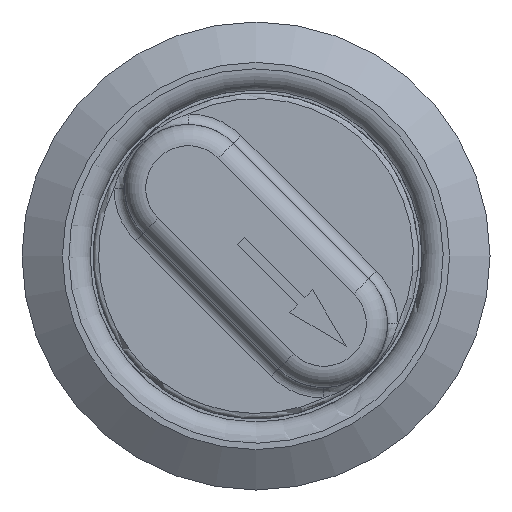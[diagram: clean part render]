
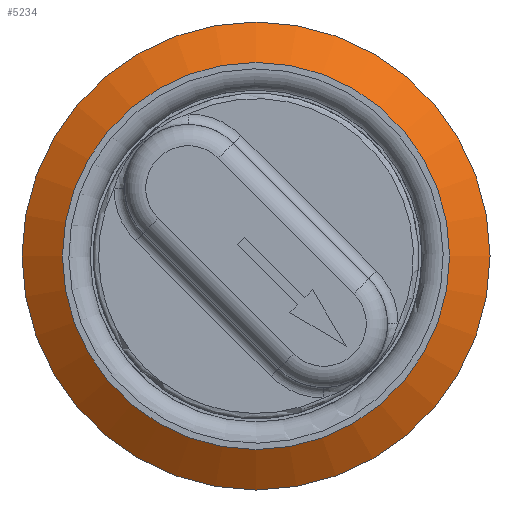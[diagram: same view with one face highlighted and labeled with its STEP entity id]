
A CAD part, left-side view. The second image highlights one B-rep face of the part: STEP entity #5234.
In plain terms, the highlighted conical face has half-angle 55.62 degrees and reference radius 10.05 mm.
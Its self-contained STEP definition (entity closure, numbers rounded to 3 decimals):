
#27=CONICAL_SURFACE('',#5592,10.05,0.971);
#187=CIRCLE('',#5567,9.1);
#188=CIRCLE('',#5568,9.1);
#201=CIRCLE('',#5593,11.);
#202=CIRCLE('',#5594,11.);
#437=FACE_OUTER_BOUND('',#729,.T.);
#729=EDGE_LOOP('',(#3589,#3590,#3591,#3592,#3593,#3594));
#1039=LINE('',#7672,#1583);
#1583=VECTOR('',#6153,10.05);
#2142=VERTEX_POINT('',#7621);
#2143=VERTEX_POINT('',#7622);
#2155=VERTEX_POINT('',#7671);
#2156=VERTEX_POINT('',#7673);
#2688=EDGE_CURVE('',#2142,#2143,#187,.T.);
#2689=EDGE_CURVE('',#2143,#2142,#188,.T.);
#2711=EDGE_CURVE('',#2143,#2155,#1039,.T.);
#2712=EDGE_CURVE('',#2156,#2155,#201,.T.);
#2713=EDGE_CURVE('',#2155,#2156,#202,.T.);
#3589=ORIENTED_EDGE('',*,*,#2688,.F.);
#3590=ORIENTED_EDGE('',*,*,#2689,.F.);
#3591=ORIENTED_EDGE('',*,*,#2711,.T.);
#3592=ORIENTED_EDGE('',*,*,#2712,.F.);
#3593=ORIENTED_EDGE('',*,*,#2713,.F.);
#3594=ORIENTED_EDGE('',*,*,#2711,.F.);
#5234=ADVANCED_FACE('',(#437),#27,.T.);
#5567=AXIS2_PLACEMENT_3D('',#7623,#6093,#6094);
#5568=AXIS2_PLACEMENT_3D('',#7624,#6095,#6096);
#5592=AXIS2_PLACEMENT_3D('',#7670,#6151,#6152);
#5593=AXIS2_PLACEMENT_3D('',#7674,#6154,#6155);
#5594=AXIS2_PLACEMENT_3D('',#7675,#6156,#6157);
#6093=DIRECTION('center_axis',(-1.,0.,0.));
#6094=DIRECTION('ref_axis',(0.,0.,1.));
#6095=DIRECTION('center_axis',(-1.,0.,0.));
#6096=DIRECTION('ref_axis',(0.,0.,1.));
#6151=DIRECTION('center_axis',(1.,0.,0.));
#6152=DIRECTION('ref_axis',(0.,0.,1.));
#6153=DIRECTION('',(0.565,0.,-0.825));
#6154=DIRECTION('center_axis',(1.,0.,0.));
#6155=DIRECTION('ref_axis',(0.,-1.,0.));
#6156=DIRECTION('center_axis',(1.,0.,0.));
#6157=DIRECTION('ref_axis',(0.,-1.,0.));
#7621=CARTESIAN_POINT('',(-2.,0.,9.1));
#7622=CARTESIAN_POINT('',(-2.,0.,-9.1));
#7623=CARTESIAN_POINT('Origin',(-2.,0.,0.));
#7624=CARTESIAN_POINT('Origin',(-2.,0.,0.));
#7670=CARTESIAN_POINT('Origin',(-1.35,0.,0.));
#7671=CARTESIAN_POINT('',(-0.7,0.,-11.));
#7672=CARTESIAN_POINT('',(-1.35,0.,-10.05));
#7673=CARTESIAN_POINT('',(-0.7,11.,0.));
#7674=CARTESIAN_POINT('Origin',(-0.7,0.,0.));
#7675=CARTESIAN_POINT('Origin',(-0.7,0.,0.));
